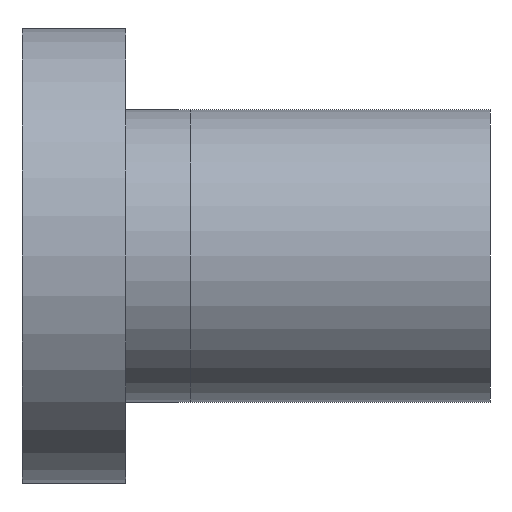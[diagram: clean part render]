
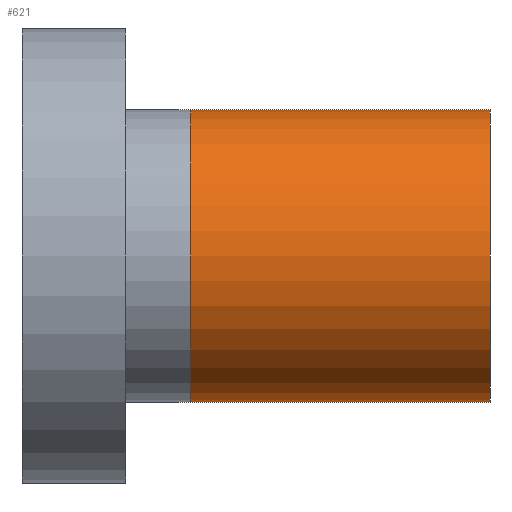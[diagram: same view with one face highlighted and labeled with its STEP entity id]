
A CAD part, front view. The second image highlights one B-rep face of the part: STEP entity #621.
In plain terms, the highlighted cylindrical face has radius 22.5 mm (diameter 45 mm), a partial arc.
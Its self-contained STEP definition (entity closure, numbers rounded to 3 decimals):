
#73 = LINE ( 'NONE', #449, #707 ) ;
#176 = DIRECTION ( 'NONE',  ( -1., 0., 0. ) ) ;
#189 = CYLINDRICAL_SURFACE ( 'NONE', #261, 22.5 ) ;
#212 = CARTESIAN_POINT ( 'NONE',  ( 9.788, 0., 22.5 ) ) ;
#219 = AXIS2_PLACEMENT_3D ( 'NONE', #331, #726, #353 ) ;
#225 = ORIENTED_EDGE ( 'NONE', *, *, #601, .F. ) ;
#226 = CARTESIAN_POINT ( 'NONE',  ( 9.788, 0., 0. ) ) ;
#260 = VERTEX_POINT ( 'NONE', #212 ) ;
#261 = AXIS2_PLACEMENT_3D ( 'NONE', #552, #749, #313 ) ;
#263 = CARTESIAN_POINT ( 'NONE',  ( 55.788, 0., 22.5 ) ) ;
#287 = LINE ( 'NONE', #477, #654 ) ;
#313 = DIRECTION ( 'NONE',  ( 0., 0., 1. ) ) ;
#325 = DIRECTION ( 'NONE',  ( -1., 0., 0. ) ) ;
#331 = CARTESIAN_POINT ( 'NONE',  ( 55.788, 0., 0. ) ) ;
#351 = VERTEX_POINT ( 'NONE', #263 ) ;
#353 = DIRECTION ( 'NONE',  ( 0., 0., 1. ) ) ;
#419 = ORIENTED_EDGE ( 'NONE', *, *, #479, .T. ) ;
#441 = VERTEX_POINT ( 'NONE', #581 ) ;
#449 = CARTESIAN_POINT ( 'NONE',  ( -151.697, 0., 22.5 ) ) ;
#468 = DIRECTION ( 'NONE',  ( -1., 0., 0. ) ) ;
#470 = EDGE_CURVE ( 'NONE', #351, #260, #73, .T. ) ;
#477 = CARTESIAN_POINT ( 'NONE',  ( -151.697, 0., -22.5 ) ) ;
#479 = EDGE_CURVE ( 'NONE', #604, #351, #560, .T. ) ;
#539 = CARTESIAN_POINT ( 'NONE',  ( 55.788, 0., -22.5 ) ) ;
#542 = FACE_OUTER_BOUND ( 'NONE', #781, .T. ) ;
#543 = ORIENTED_EDGE ( 'NONE', *, *, #470, .T. ) ;
#552 = CARTESIAN_POINT ( 'NONE',  ( -151.697, 0., 0. ) ) ;
#560 = CIRCLE ( 'NONE', #219, 22.5 ) ;
#561 = EDGE_CURVE ( 'NONE', #441, #260, #803, .T. ) ;
#581 = CARTESIAN_POINT ( 'NONE',  ( 9.788, 0., -22.5 ) ) ;
#601 = EDGE_CURVE ( 'NONE', #604, #441, #287, .T. ) ;
#604 = VERTEX_POINT ( 'NONE', #539 ) ;
#621 = ADVANCED_FACE ( 'NONE', ( #542 ), #189, .T. ) ;
#654 = VECTOR ( 'NONE', #176, 1000. ) ;
#680 = AXIS2_PLACEMENT_3D ( 'NONE', #226, #468, #716 ) ;
#707 = VECTOR ( 'NONE', #325, 1000. ) ;
#716 = DIRECTION ( 'NONE',  ( 0., 0., 1. ) ) ;
#725 = ORIENTED_EDGE ( 'NONE', *, *, #561, .F. ) ;
#726 = DIRECTION ( 'NONE',  ( -1., 0., 0. ) ) ;
#749 = DIRECTION ( 'NONE',  ( -1., 0., 0. ) ) ;
#781 = EDGE_LOOP ( 'NONE', ( #225, #419, #543, #725 ) ) ;
#803 = CIRCLE ( 'NONE', #680, 22.5 ) ;
